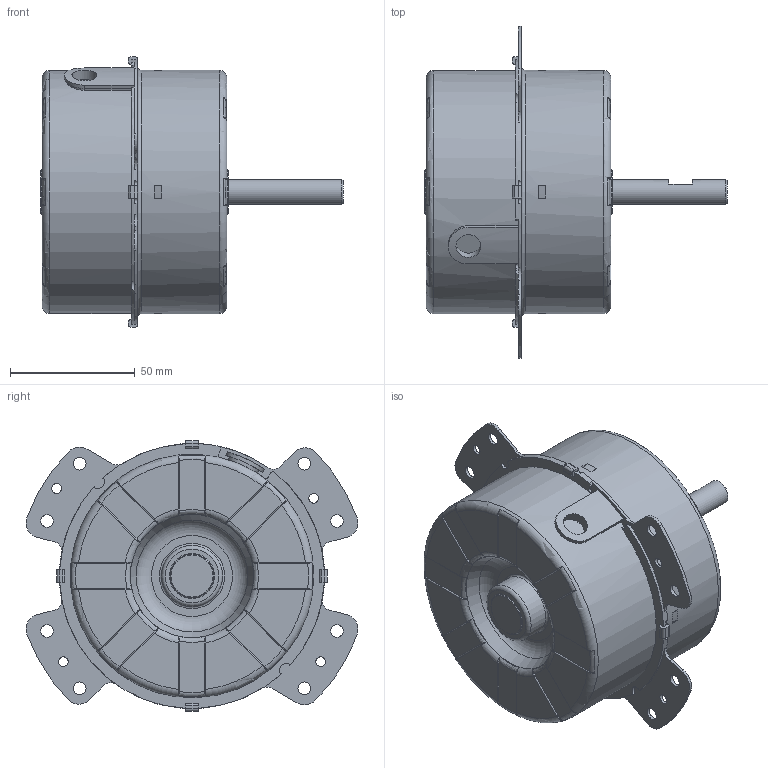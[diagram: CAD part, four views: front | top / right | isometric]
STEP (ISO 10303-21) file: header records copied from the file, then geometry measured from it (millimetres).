
FILE_DESCRIPTION((''),'2;1');
FILE_NAME('95820_PRESS.stp','2014-05-19T11:00:21',('ampex83'),(''),'Autodesk Inventor 2011','Autodesk Inventor 2011','');
FILE_SCHEMA(('AUTOMOTIVE_DESIGN { 1 0 10303 214 1 1 1 1 }'));
Length unit declared in the file: millimetre
Products named in the file (1): 95820_PRESS
Bounding box: 121 x 132.75 x 108.28 mm (x, y, z)
Volume: 67633.2 mm3; surface area: 91307.8 mm2
Topology: 1 solids, 2 shells, 378 faces, 1026 edges, 673 vertices
Faces by surface type: plane 122, cylinder 116, torus 65, bspline 64, cone 11
Full cylindrical faces by diameter (mm): 3.9 x4, 5 x8, 10 x3, 11 x1, 12 x1, 21.6 x1, 22 x3, 24.4 x2, 95 x1, 97.4 x2
Entity records: 14489 total; most frequent: CARTESIAN_POINT 5077, ORIENTED_EDGE 1898, DIRECTION 1770, EDGE_CURVE 949, AXIS2_PLACEMENT_3D 744, VERTEX_POINT 663, EDGE_LOOP 492, CIRCLE 397
